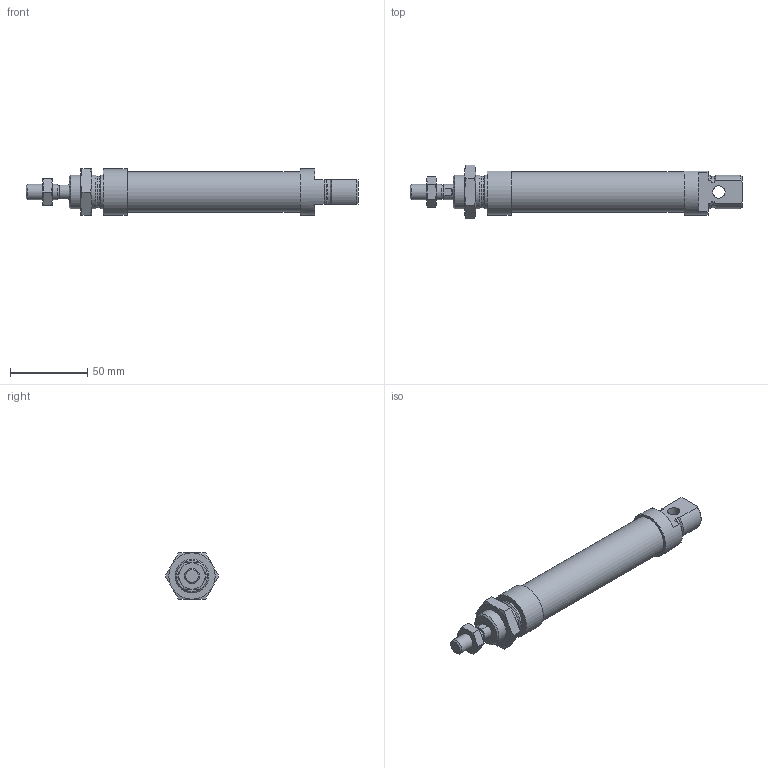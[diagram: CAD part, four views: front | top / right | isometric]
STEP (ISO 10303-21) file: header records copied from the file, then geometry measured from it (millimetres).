
FILE_DESCRIPTION(/* description */ ('Unknown'),/* implementation_level */ '2;1');
FILE_NAME(/* name */ '1280_25_75_MXV(0)',/* time_stamp */ '2022-05-12T13:31:15-04:00',/* author */ ('Unknown'),/* organization */ ('Unknown'),/* preprocessor_version */ 'ST-DEVELOPER v18.1',/* originating_system */ 'Solid Edge',/* authorisation */ 'Unknown');
FILE_SCHEMA (('AUTOMOTIVE_DESIGN {1 0 10303 214 3 1 1}'));
Length unit declared in the file: millimetre
Products named in the file (7): 1280_25_75_MXV(0); barrel_mir_inox_25750; fh_mir_inox_25; 1200_25_05X; rh_mir_inox_250; rod_mir_inox_25750; nmi_25
Assembly tree (6 placements, depth 2):
  1280_25_75_MXV(0)
    barrel_mir_inox_25750
    fh_mir_inox_25
    1200_25_05X
    rh_mir_inox_250
    rod_mir_inox_25750
    nmi_25
Bounding box: 215 x 34.64 x 30 mm (x, y, z)
Volume: 84188 mm3; surface area: 37232.8 mm2
Topology: 6 solids, 6 shells, 105 faces, 228 edges, 141 vertices
Faces by surface type: plane 42, cone 40, cylinder 23
Full cylindrical faces by diameter (mm): 8 x2, 8.566 x2, 8.647 x1, 10 x3, 20 x2, 20.3 x1, 20.376 x1, 22 x2, 26.5 x1
Entity records: 3525 total; most frequent: CARTESIAN_POINT 628, DIRECTION 450, ORIENTED_EDGE 398, EDGE_CURVE 199, AXIS2_PLACEMENT_3D 199, EDGE_LOOP 146, FACE_BOUND 146, VERTEX_POINT 137
